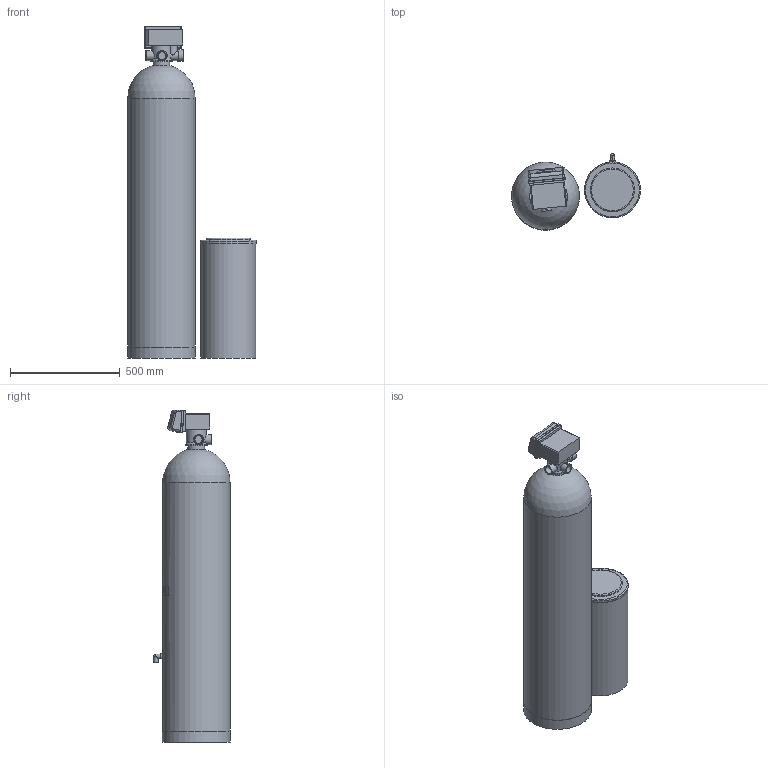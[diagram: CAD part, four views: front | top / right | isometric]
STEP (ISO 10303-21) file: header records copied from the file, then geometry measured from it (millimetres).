
FILE_DESCRIPTION(('STEP AP203'), '1');
FILE_NAME('栖闉罻25', '2017-08-02T13:50:47', ('UNSPECIFIED'), ('UNSPECIFIED'), 'ASCON STEP Converter 1.3', 'ASCON Math Kernel', '');
FILE_SCHEMA(('CONFIG_CONTROL_DESIGN'));
Length unit declared in the file: millimetre
Assembly tree (2 placements, depth 2):
  (unnamed)
    (unnamed)
    (unnamed)
Bounding box: 586.2 x 347.84 x 1509.91 mm (x, y, z)
Volume: 124497021.8 mm3; surface area: 2049117.9 mm2
Topology: 2 solids, 2 shells, 611 faces, 1670 edges, 1094 vertices
Faces by surface type: cylinder 417, plane 171, sphere 10, torus 6, bspline 4, cone 3
Full cylindrical faces by diameter (mm): 20 x2, 25 x1, 36 x2, 38 x1, 45 x3, 52 x1, 76 x1, 99.238 x1, 200 x1, 250 x1, 255 x1, 307 x1, 309 x1
Entity records: 34401 total; most frequent: CARTESIAN_POINT 15670, ORIENTED_EDGE 3272, DIRECTION 2180, EDGE_CURVE 1636, VERTEX_POINT 1094, AXIS2_PLACEMENT_3D 763, B_SPLINE_CURVE_WITH_KNOTS 715, EDGE_LOOP 676
